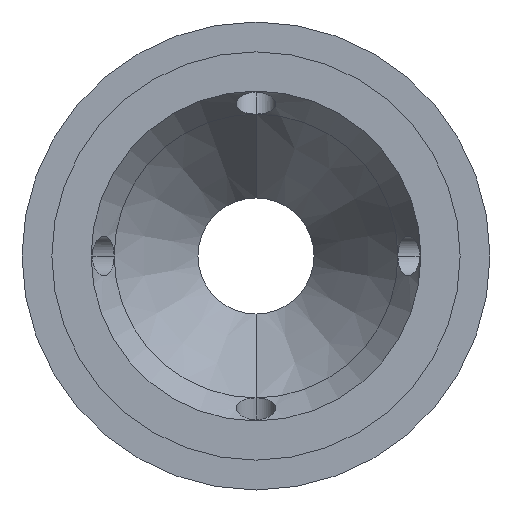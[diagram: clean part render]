
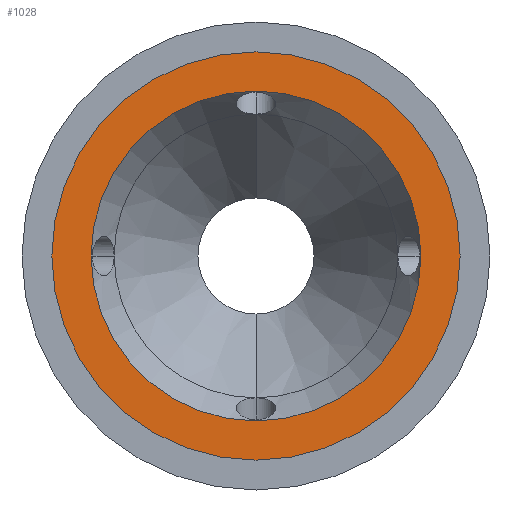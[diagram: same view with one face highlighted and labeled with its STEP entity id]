
A CAD part, left-side view. The second image highlights one B-rep face of the part: STEP entity #1028.
In plain terms, the highlighted planar face has unit normal (-1, 0, 0).
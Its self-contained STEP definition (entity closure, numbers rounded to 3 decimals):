
#44 = VERTEX_POINT ( 'NONE', #1041 ) ;
#52 = AXIS2_PLACEMENT_3D ( 'NONE', #734, #133, #722 ) ;
#73 = CARTESIAN_POINT ( 'NONE',  ( 8.881, -10.652, 0. ) ) ;
#125 = DIRECTION ( 'NONE',  ( 0., 1., 0. ) ) ;
#133 = DIRECTION ( 'NONE',  ( 1., 0., 0. ) ) ;
#152 = VERTEX_POINT ( 'NONE', #73 ) ;
#164 = ORIENTED_EDGE ( 'NONE', *, *, #361, .F. ) ;
#166 = DIRECTION ( 'NONE',  ( 0., -1., 0. ) ) ;
#167 = AXIS2_PLACEMENT_3D ( 'NONE', #837, #914, #125 ) ;
#209 = EDGE_LOOP ( 'NONE', ( #230, #164 ) ) ;
#216 = DIRECTION ( 'NONE',  ( -1., 0., 0. ) ) ;
#225 = EDGE_CURVE ( 'NONE', #44, #152, #521, .T. ) ;
#230 = ORIENTED_EDGE ( 'NONE', *, *, #1054, .F. ) ;
#234 = PLANE ( 'NONE',  #52 ) ;
#265 = FACE_BOUND ( 'NONE', #682, .T. ) ;
#298 = CARTESIAN_POINT ( 'NONE',  ( 8.881, 0., 0. ) ) ;
#361 = EDGE_CURVE ( 'NONE', #452, #540, #365, .T. ) ;
#365 = CIRCLE ( 'NONE', #167, 13.188 ) ;
#371 = CARTESIAN_POINT ( 'NONE',  ( 8.881, 0., 0. ) ) ;
#452 = VERTEX_POINT ( 'NONE', #1124 ) ;
#521 = CIRCLE ( 'NONE', #683, 10.652 ) ;
#540 = VERTEX_POINT ( 'NONE', #1147 ) ;
#546 = CIRCLE ( 'NONE', #703, 13.188 ) ;
#611 = EDGE_CURVE ( 'NONE', #152, #44, #1220, .T. ) ;
#627 = DIRECTION ( 'NONE',  ( 1., 0., 0. ) ) ;
#629 = DIRECTION ( 'NONE',  ( 0., 1., 0. ) ) ;
#677 = ORIENTED_EDGE ( 'NONE', *, *, #225, .F. ) ;
#679 = DIRECTION ( 'NONE',  ( -1., 0., 0. ) ) ;
#682 = EDGE_LOOP ( 'NONE', ( #1246, #677 ) ) ;
#683 = AXIS2_PLACEMENT_3D ( 'NONE', #298, #216, #984 ) ;
#703 = AXIS2_PLACEMENT_3D ( 'NONE', #927, #627, #629 ) ;
#722 = DIRECTION ( 'NONE',  ( 0., 0., -1. ) ) ;
#734 = CARTESIAN_POINT ( 'NONE',  ( 8.881, -13.347, 13.347 ) ) ;
#837 = CARTESIAN_POINT ( 'NONE',  ( 8.881, 0., 0. ) ) ;
#914 = DIRECTION ( 'NONE',  ( 1., 0., 0. ) ) ;
#927 = CARTESIAN_POINT ( 'NONE',  ( 8.881, 0., 0. ) ) ;
#943 = AXIS2_PLACEMENT_3D ( 'NONE', #371, #679, #166 ) ;
#984 = DIRECTION ( 'NONE',  ( 0., -1., 0. ) ) ;
#1028 = ADVANCED_FACE ( 'NONE', ( #265, #1080 ), #234, .F. ) ;
#1041 = CARTESIAN_POINT ( 'NONE',  ( 8.881, 10.652, 0. ) ) ;
#1054 = EDGE_CURVE ( 'NONE', #540, #452, #546, .T. ) ;
#1080 = FACE_OUTER_BOUND ( 'NONE', #209, .T. ) ;
#1124 = CARTESIAN_POINT ( 'NONE',  ( 8.881, -13.188, 0. ) ) ;
#1147 = CARTESIAN_POINT ( 'NONE',  ( 8.881, 13.188, 0. ) ) ;
#1220 = CIRCLE ( 'NONE', #943, 10.652 ) ;
#1246 = ORIENTED_EDGE ( 'NONE', *, *, #611, .F. ) ;
